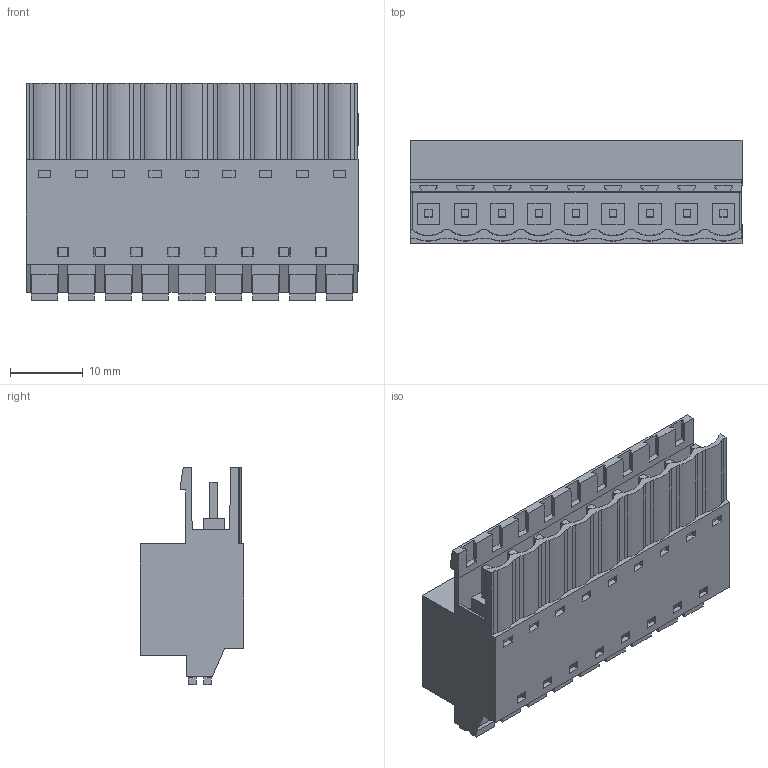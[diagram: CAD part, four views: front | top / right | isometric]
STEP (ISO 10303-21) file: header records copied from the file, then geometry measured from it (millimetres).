
FILE_DESCRIPTION(('CATIA V5 STEP Exchange','CAx-IF Rec.Pracs.--- Model Styling and Organization---1.4--- 2014-01-23'),'2;1');
FILE_NAME ('011697-2_0_1335690000_1335690000.stp','2021-07-01T15:28:20+00:00',('none'),('Weidmueller'),'CATIA Version 5-6 Release 2016 SP3 HF44','CATIA V5 STEP AP214','none');
FILE_SCHEMA(('AUTOMOTIVE_DESIGN { 1 0 10303 214 1 1 1 1 }'));
Length unit declared in the file: millimetre
Products named in the file (1): 1335690000
Bounding box: 45.72 x 14.2 x 29.93 mm (x, y, z)
Volume: 10068.7 mm3; surface area: 8931.2 mm2
Topology: 19 solids, 19 shells, 873 faces, 2286 edges, 1494 vertices
Faces by surface type: plane 774, cylinder 81, extrusion 18
Entity records: 25345 total; most frequent: CARTESIAN_POINT 5358, ORIENTED_EDGE 4572, DIRECTION 3206, EDGE_CURVE 2286, VECTOR 2113, LINE 2095, VERTEX_POINT 1494, EDGE_LOOP 966
